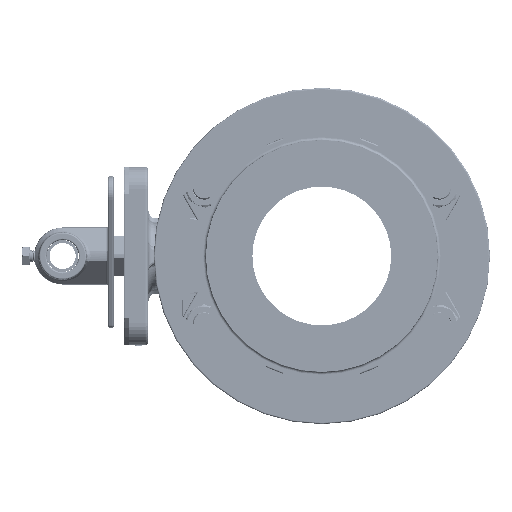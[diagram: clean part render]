
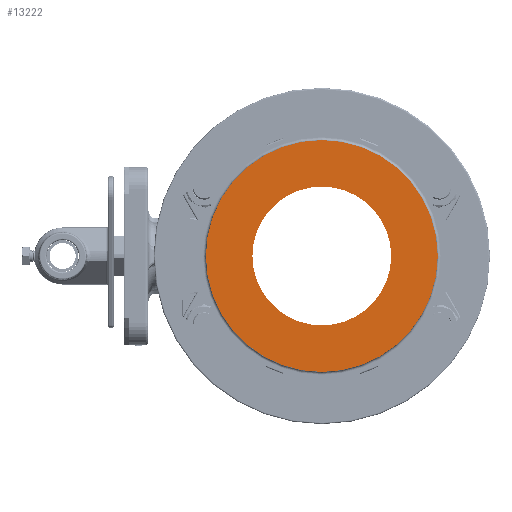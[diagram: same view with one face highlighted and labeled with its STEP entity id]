
A CAD part, left-side view. The second image highlights one B-rep face of the part: STEP entity #13222.
In plain terms, the highlighted face is planar.
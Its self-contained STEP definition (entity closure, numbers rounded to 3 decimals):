
#1991 = EDGE_LOOP ( 'NONE', ( #67979, #59214 ) ) ;
#5635 = CARTESIAN_POINT ( 'NONE',  ( 0., 0., -96.5 ) ) ;
#6019 = DIRECTION ( 'NONE',  ( 0., 0., 1. ) ) ;
#6301 = CARTESIAN_POINT ( 'NONE',  ( 48.5, 0., -96.5 ) ) ;
#8170 = VERTEX_POINT ( 'NONE', #56822 ) ;
#8192 = CARTESIAN_POINT ( 'NONE',  ( 0., 0., -96.5 ) ) ;
#9556 = ORIENTED_EDGE ( 'NONE', *, *, #56701, .F. ) ;
#11853 = DIRECTION ( 'NONE',  ( 0., -1., 0. ) ) ;
#13222 = ADVANCED_FACE ( 'NONE', ( #13410, #29869 ), #66536, .F. ) ;
#13410 = FACE_BOUND ( 'NONE', #1991, .T. ) ;
#13567 = EDGE_CURVE ( 'NONE', #8170, #38690, #49150, .T. ) ;
#14445 = DIRECTION ( 'NONE',  ( 0., -1., 0. ) ) ;
#15432 = VERTEX_POINT ( 'NONE', #52647 ) ;
#27323 = DIRECTION ( 'NONE',  ( 0., 0., -1. ) ) ;
#29723 = CARTESIAN_POINT ( 'NONE',  ( -117.5, 96.226, -96.5 ) ) ;
#29869 = FACE_OUTER_BOUND ( 'NONE', #61467, .T. ) ;
#30962 = AXIS2_PLACEMENT_3D ( 'NONE', #43062, #6019, #49271 ) ;
#32526 = CIRCLE ( 'NONE', #30962, 81. ) ;
#35970 = DIRECTION ( 'NONE',  ( 0., 0., 1. ) ) ;
#36136 = EDGE_CURVE ( 'NONE', #74239, #15432, #32526, .T. ) ;
#38690 = VERTEX_POINT ( 'NONE', #6301 ) ;
#43062 = CARTESIAN_POINT ( 'NONE',  ( 0., 0., -96.5 ) ) ;
#48832 = CIRCLE ( 'NONE', #61993, 48.5 ) ;
#48872 = DIRECTION ( 'NONE',  ( 0., 0., -1. ) ) ;
#49150 = CIRCLE ( 'NONE', #66254, 48.5 ) ;
#49271 = DIRECTION ( 'NONE',  ( 0., -1., 0. ) ) ;
#50955 = AXIS2_PLACEMENT_3D ( 'NONE', #8192, #51470, #14445 ) ;
#51181 = AXIS2_PLACEMENT_3D ( 'NONE', #29723, #35970, #79219 ) ;
#51470 = DIRECTION ( 'NONE',  ( 0., 0., 1. ) ) ;
#51882 = CIRCLE ( 'NONE', #50955, 81. ) ;
#52647 = CARTESIAN_POINT ( 'NONE',  ( 81., 0., -96.5 ) ) ;
#56701 = EDGE_CURVE ( 'NONE', #15432, #74239, #51882, .T. ) ;
#56822 = CARTESIAN_POINT ( 'NONE',  ( -48.5, 0., -96.5 ) ) ;
#59214 = ORIENTED_EDGE ( 'NONE', *, *, #13567, .F. ) ;
#61467 = EDGE_LOOP ( 'NONE', ( #9556, #67821 ) ) ;
#61993 = AXIS2_PLACEMENT_3D ( 'NONE', #64359, #27323, #70615 ) ;
#64359 = CARTESIAN_POINT ( 'NONE',  ( 0., 0., -96.5 ) ) ;
#65340 = CARTESIAN_POINT ( 'NONE',  ( -81., 0., -96.5 ) ) ;
#66254 = AXIS2_PLACEMENT_3D ( 'NONE', #5635, #48872, #11853 ) ;
#66536 = PLANE ( 'NONE',  #51181 ) ;
#67821 = ORIENTED_EDGE ( 'NONE', *, *, #36136, .F. ) ;
#67979 = ORIENTED_EDGE ( 'NONE', *, *, #75607, .F. ) ;
#70615 = DIRECTION ( 'NONE',  ( 0., -1., 0. ) ) ;
#74239 = VERTEX_POINT ( 'NONE', #65340 ) ;
#75607 = EDGE_CURVE ( 'NONE', #38690, #8170, #48832, .T. ) ;
#79219 = DIRECTION ( 'NONE',  ( 0., -1., 0. ) ) ;
